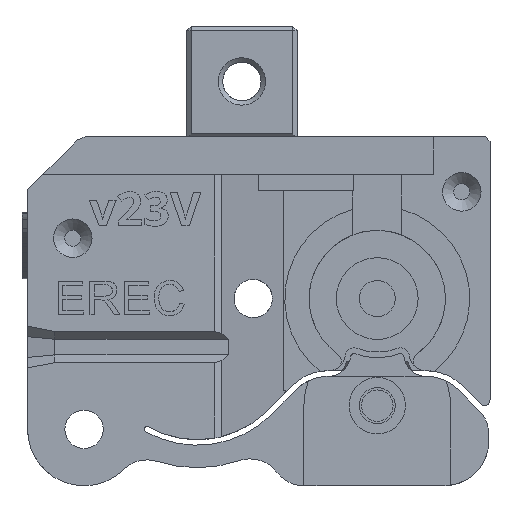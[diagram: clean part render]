
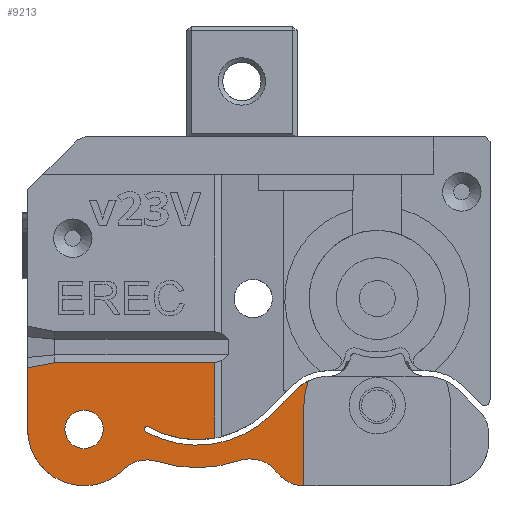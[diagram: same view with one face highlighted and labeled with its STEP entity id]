
A CAD part, front view. The second image highlights one B-rep face of the part: STEP entity #9213.
In plain terms, the highlighted planar face has unit normal (0, -1, 0).
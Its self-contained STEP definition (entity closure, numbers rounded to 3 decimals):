
#123=FACE_BOUND('',#1529,.T.);
#174=CIRCLE('',#9335,5.);
#197=CIRCLE('',#9371,4.);
#211=CIRCLE('',#9395,6.5);
#217=CIRCLE('',#9422,3.);
#219=CIRCLE('',#9427,3.);
#221=CIRCLE('',#9430,11.335);
#223=CIRCLE('',#9433,3.);
#225=CIRCLE('',#9436,0.243);
#227=CIRCLE('',#9439,9.335);
#290=CIRCLE('',#9589,1.7);
#313=CIRCLE('',#9664,8.849);
#511=PLANE('',#9773);
#991=FACE_OUTER_BOUND('',#1528,.T.);
#1528=EDGE_LOOP('',(#7940,#7941,#7942,#7943,#7944,#7945,#7946,#7947,#7948,
#7949,#7950,#7951,#7952,#7953,#7954,#7955));
#1529=EDGE_LOOP('',(#7956));
#2038=LINE('',#11754,#2816);
#2089=LINE('',#12471,#2867);
#2103=LINE('',#12505,#2881);
#2638=LINE('',#18927,#3416);
#2639=LINE('',#18929,#3417);
#2640=LINE('',#18930,#3418);
#2816=VECTOR('',#9850,1000.);
#2867=VECTOR('',#10049,1000.);
#2881=VECTOR('',#10085,1000.);
#3416=VECTOR('',#11352,1000.);
#3417=VECTOR('',#11353,1000.);
#3418=VECTOR('',#11354,1000.);
#3602=VERTEX_POINT('',#11751);
#3603=VERTEX_POINT('',#11753);
#3683=VERTEX_POINT('',#12312);
#3718=VERTEX_POINT('',#12405);
#3719=VERTEX_POINT('',#12407);
#3737=VERTEX_POINT('',#12466);
#3738=VERTEX_POINT('',#12470);
#3747=VERTEX_POINT('',#12503);
#3755=VERTEX_POINT('',#12534);
#3758=VERTEX_POINT('',#12545);
#3760=VERTEX_POINT('',#12551);
#3763=VERTEX_POINT('',#12561);
#3764=VERTEX_POINT('',#12563);
#4000=VERTEX_POINT('',#15627);
#4084=VERTEX_POINT('',#17284);
#4303=VERTEX_POINT('',#18926);
#4304=VERTEX_POINT('',#18928);
#4479=EDGE_CURVE('',#3602,#3603,#2038,.T.);
#4574=EDGE_CURVE('',#3602,#3683,#174,.T.);
#4615=EDGE_CURVE('',#3718,#3719,#197,.T.);
#4647=EDGE_CURVE('',#3737,#3719,#211,.T.);
#4648=EDGE_CURVE('',#3738,#3737,#2089,.T.);
#4666=EDGE_CURVE('',#3747,#3718,#2103,.T.);
#4680=EDGE_CURVE('',#3755,#3738,#217,.T.);
#4685=EDGE_CURVE('',#3758,#3755,#219,.T.);
#4688=EDGE_CURVE('',#3760,#3758,#221,.T.);
#4691=EDGE_CURVE('',#3683,#3760,#223,.T.);
#4694=EDGE_CURVE('',#3764,#3763,#225,.T.);
#4697=EDGE_CURVE('',#3747,#3764,#227,.T.);
#5081=EDGE_CURVE('',#4000,#4000,#290,.T.);
#5240=EDGE_CURVE('',#3763,#4084,#313,.T.);
#5591=EDGE_CURVE('',#3603,#4303,#2638,.T.);
#5592=EDGE_CURVE('',#4304,#4084,#2639,.T.);
#5593=EDGE_CURVE('',#4303,#4304,#2640,.T.);
#7940=ORIENTED_EDGE('',*,*,#5591,.F.);
#7941=ORIENTED_EDGE('',*,*,#4479,.F.);
#7942=ORIENTED_EDGE('',*,*,#4574,.T.);
#7943=ORIENTED_EDGE('',*,*,#4691,.T.);
#7944=ORIENTED_EDGE('',*,*,#4688,.T.);
#7945=ORIENTED_EDGE('',*,*,#4685,.T.);
#7946=ORIENTED_EDGE('',*,*,#4680,.T.);
#7947=ORIENTED_EDGE('',*,*,#4648,.T.);
#7948=ORIENTED_EDGE('',*,*,#4647,.T.);
#7949=ORIENTED_EDGE('',*,*,#4615,.F.);
#7950=ORIENTED_EDGE('',*,*,#4666,.F.);
#7951=ORIENTED_EDGE('',*,*,#4697,.T.);
#7952=ORIENTED_EDGE('',*,*,#4694,.T.);
#7953=ORIENTED_EDGE('',*,*,#5240,.T.);
#7954=ORIENTED_EDGE('',*,*,#5592,.F.);
#7955=ORIENTED_EDGE('',*,*,#5593,.F.);
#7956=ORIENTED_EDGE('',*,*,#5081,.F.);
#9213=ADVANCED_FACE('',(#991,#123),#511,.F.);
#9335=AXIS2_PLACEMENT_3D('',#12314,#9893,#9894);
#9371=AXIS2_PLACEMENT_3D('',#12408,#9979,#9980);
#9395=AXIS2_PLACEMENT_3D('',#12468,#10045,#10046);
#9422=AXIS2_PLACEMENT_3D('',#12535,#10121,#10122);
#9427=AXIS2_PLACEMENT_3D('',#12546,#10134,#10135);
#9430=AXIS2_PLACEMENT_3D('',#12552,#10141,#10142);
#9433=AXIS2_PLACEMENT_3D('',#12556,#10148,#10149);
#9436=AXIS2_PLACEMENT_3D('',#12564,#10155,#10156);
#9439=AXIS2_PLACEMENT_3D('',#12568,#10162,#10163);
#9589=AXIS2_PLACEMENT_3D('',#15628,#10693,#10694);
#9664=AXIS2_PLACEMENT_3D('',#17287,#10920,#10921);
#9773=AXIS2_PLACEMENT_3D('',#18925,#11350,#11351);
#9850=DIRECTION('',(0.,0.,1.));
#9893=DIRECTION('center_axis',(0.,-1.,0.));
#9894=DIRECTION('ref_axis',(0.,0.,1.));
#9979=DIRECTION('center_axis',(0.,1.,0.));
#9980=DIRECTION('ref_axis',(-0.707,0.,0.707));
#10045=DIRECTION('center_axis',(0.,1.,0.));
#10046=DIRECTION('ref_axis',(-1.,0.,0.));
#10049=DIRECTION('',(0.,0.,1.));
#10085=DIRECTION('',(0.707,0.,0.707));
#10121=DIRECTION('center_axis',(0.,-1.,0.));
#10122=DIRECTION('ref_axis',(-0.798,0.,-0.603));
#10134=DIRECTION('center_axis',(0.,1.,0.));
#10135=DIRECTION('ref_axis',(0.798,0.,0.603));
#10141=DIRECTION('center_axis',(0.,-1.,0.));
#10142=DIRECTION('ref_axis',(-0.488,0.,-0.873));
#10148=DIRECTION('center_axis',(0.,1.,0.));
#10149=DIRECTION('ref_axis',(0.308,0.,0.951));
#10155=DIRECTION('center_axis',(0.,1.,0.));
#10156=DIRECTION('ref_axis',(0.488,0.,0.873));
#10162=DIRECTION('center_axis',(0.,1.,0.));
#10163=DIRECTION('ref_axis',(-0.488,0.,-0.873));
#10693=DIRECTION('center_axis',(0.,-1.,0.));
#10694=DIRECTION('ref_axis',(0.,0.,
1.));
#10920=DIRECTION('center_axis',(0.,-1.,0.));
#10921=DIRECTION('ref_axis',(-0.488,0.,-0.873));
#11350=DIRECTION('center_axis',(0.,1.,0.));
#11351=DIRECTION('ref_axis',(1.,0.,0.));
#11352=DIRECTION('',(0.982,0.,0.189));
#11353=DIRECTION('',(0.,0.,-1.));
#11354=DIRECTION('',(1.,0.,0.));
#11751=CARTESIAN_POINT('',(210.05,-145.075,13.85));
#11753=CARTESIAN_POINT('',(210.05,-145.075,19.302));
#11754=CARTESIAN_POINT('',(210.05,-145.075,21.15));
#12312=CARTESIAN_POINT('',(218.557,-145.075,10.286));
#12314=CARTESIAN_POINT('Origin',(215.05,-145.075,13.85));
#12405=CARTESIAN_POINT('',(233.878,-145.075,17.378));
#12407=CARTESIAN_POINT('',(234.927,-145.075,18.132));
#12408=CARTESIAN_POINT('Origin',(236.707,-145.075,14.55));
#12466=CARTESIAN_POINT('',(234.55,-145.075,15.95));
#12468=CARTESIAN_POINT('Origin',(241.05,-145.075,15.95));
#12470=CARTESIAN_POINT('',(234.55,-145.075,8.85));
#12471=CARTESIAN_POINT('',(234.55,-145.075,11.05));
#12503=CARTESIAN_POINT('',(231.684,-145.075,15.184));
#12505=CARTESIAN_POINT('',(239.114,-145.075,22.614));
#12534=CARTESIAN_POINT('',(232.156,-145.075,10.042));
#12535=CARTESIAN_POINT('Origin',(234.55,-145.075,11.85));
#12545=CARTESIAN_POINT('',(228.783,-145.075,11.07));
#12546=CARTESIAN_POINT('Origin',(229.762,-145.075,8.234));
#12551=CARTESIAN_POINT('',(221.587,-145.075,11.002));
#12552=CARTESIAN_POINT('Origin',(225.083,-145.075,21.784));
#12556=CARTESIAN_POINT('Origin',(220.662,-145.075,8.148));
#12561=CARTESIAN_POINT('',(220.762,-145.075,14.062));
#12563=CARTESIAN_POINT('',(220.524,-145.075,13.638));
#12564=CARTESIAN_POINT('Origin',(220.643,-145.075,13.85));
#12568=CARTESIAN_POINT('Origin',(225.083,-145.075,21.784));
#15627=CARTESIAN_POINT('',(215.05,-145.075,12.15));
#15628=CARTESIAN_POINT('Origin',(215.05,-145.075,13.85));
#17284=CARTESIAN_POINT('',(226.65,-145.075,13.075));
#17287=CARTESIAN_POINT('Origin',(225.083,-145.075,21.784));
#18925=CARTESIAN_POINT('Origin',(252.05,-145.075,21.15));
#18926=CARTESIAN_POINT('',(212.45,-145.075,19.764));
#18927=CARTESIAN_POINT('',(231.507,-145.075,23.432));
#18928=CARTESIAN_POINT('',(226.65,-145.075,19.764));
#18929=CARTESIAN_POINT('',(226.65,-145.075,21.15));
#18930=CARTESIAN_POINT('',(210.05,-145.075,19.764));
